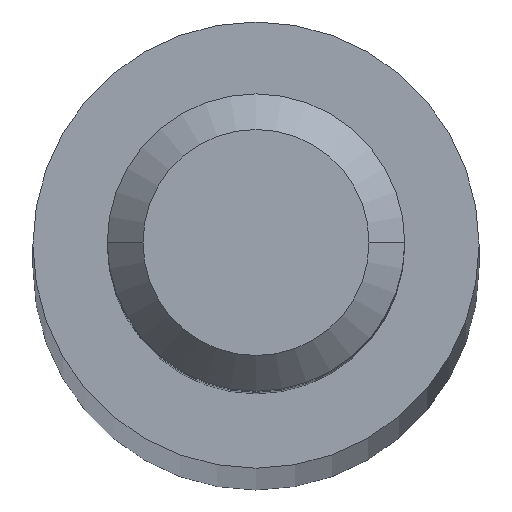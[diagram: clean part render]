
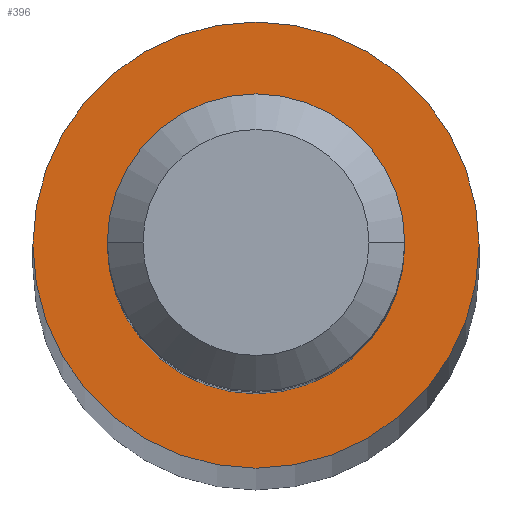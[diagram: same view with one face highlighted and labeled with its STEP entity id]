
A CAD part, top view. The second image highlights one B-rep face of the part: STEP entity #396.
In plain terms, the highlighted planar face has unit normal (0, 0, 1).
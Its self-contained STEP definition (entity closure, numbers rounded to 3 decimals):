
#317=CARTESIAN_POINT('POINT17',(-4.763,0.,
   133.35));
#318=VERTEX_POINT('VERTEX17',#317);
#319=CARTESIAN_POINT('POINT18',(4.763,0.,133.35));
#320=VERTEX_POINT('VERTEX18',#319);
#321=CARTESIAN_POINT('POS37',(0.,
   0.,133.35));
#322=DIRECTION('DIR65',(0.,0.,-1.));
#323=DIRECTION('DIR66',(-1.,0.,0.));
#324=AXIS2_PLACEMENT_3D('AXIS29',#321,#322,#323);
#325=CIRCLE('ELLIPSE17',#324,4.763);
#326=EDGE_CURVE('EDGE25',#318,#320,#325,.T.);
#351=CARTESIAN_POINT('POS41',(0.,
   0.,133.35));
#352=DIRECTION('DIR71',(0.,0.,1.));
#353=DIRECTION('DIR72',(-1.,0.,0.));
#354=AXIS2_PLACEMENT_3D('AXIS31',#351,#352,#353);
#355=CIRCLE('ELLIPSE18',#354,4.763);
#356=EDGE_CURVE('EDGE28',#318,#320,#355,.T.);
#367=ORIENTED_EDGE('COEDGE55',*,*,#356,.T.);
#368=ORIENTED_EDGE('COEDGE56',*,*,#326,.F.);
#369=EDGE_LOOP('NONE',(#367,#368));
#370=FACE_BOUND('LOOP1',#369,.T.);
#371=CARTESIAN_POINT('POINT19',(-3.175,0.,
   133.35));
#372=VERTEX_POINT('VERTEX19',#371);
#373=CARTESIAN_POINT('POINT20',(3.175,0.,
   133.35));
#374=VERTEX_POINT('VERTEX20',#373);
#375=CARTESIAN_POINT('POS43',(0.,0.,
   133.35));
#376=DIRECTION('DIR75',(0.,0.,-1.));
#377=DIRECTION('DIR76',(-1.,0.,0.));
#378=AXIS2_PLACEMENT_3D('AXIS33',#375,#376,#377);
#379=CIRCLE('ELLIPSE19',#378,3.175);
#380=EDGE_CURVE('EDGE29',#372,#374,#379,.T.);
#381=ORIENTED_EDGE('COEDGE57',*,*,#380,.T.);
#382=CARTESIAN_POINT('POS44',(0.,
   0.,133.35));
#383=DIRECTION('DIR77',(0.,0.,1.));
#384=DIRECTION('DIR78',(-1.,0.,0.));
#385=AXIS2_PLACEMENT_3D('AXIS34',#382,#383,#384);
#386=CIRCLE('ELLIPSE20',#385,3.175);
#387=EDGE_CURVE('EDGE30',#372,#374,#386,.T.);
#388=ORIENTED_EDGE('COEDGE58',*,*,#387,.F.);
#389=EDGE_LOOP('NONE',(#381,#388));
#390=FACE_BOUND('LOOP1',#389,.T.);
#391=CARTESIAN_POINT('POS45',(0.,0.,133.35));
#392=DIRECTION('DIR79',(0.,0.,-1.));
#393=DIRECTION('DIR80',(1.,0.,0.));
#394=AXIS2_PLACEMENT_3D('AXIS35',#391,#392,#393);
#395=PLANE('PLANE5',#394);
#396=ADVANCED_FACE('FACE15',(#370,#390),#395,.F.);
